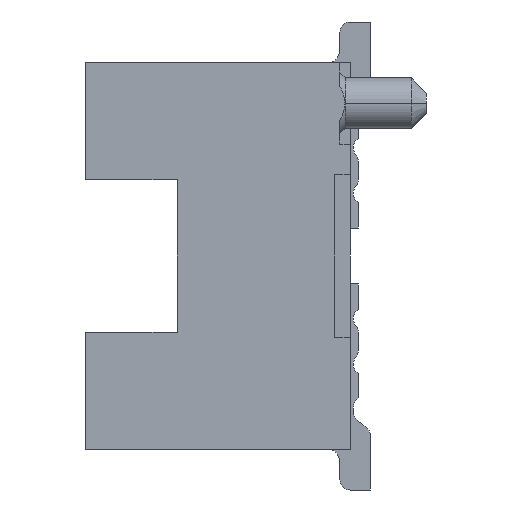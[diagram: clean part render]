
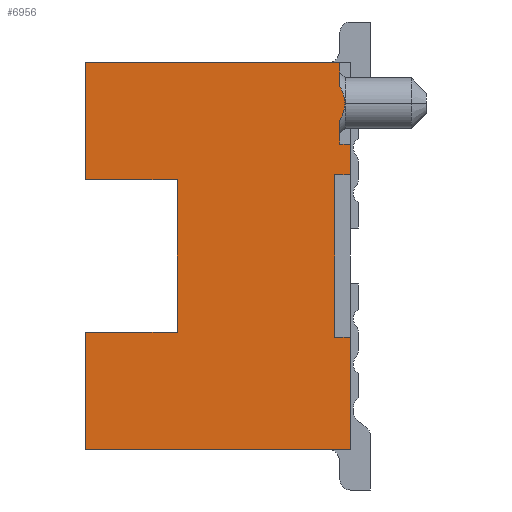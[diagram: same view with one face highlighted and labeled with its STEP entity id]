
A CAD part, left-side view. The second image highlights one B-rep face of the part: STEP entity #6956.
In plain terms, the highlighted planar face has unit normal (-1, 0, 0).
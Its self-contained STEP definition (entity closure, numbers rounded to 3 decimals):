
#5122=CARTESIAN_POINT('',(-8.55,2.6,-1.9));
#5123=VERTEX_POINT('',#5122);
#5124=CARTESIAN_POINT('',(-8.55,2.6,-0.75));
#5125=VERTEX_POINT('',#5124);
#5126=CARTESIAN_POINT('',(-8.55,2.6,-1.9));
#5127=CARTESIAN_POINT('',(-8.55,2.6,-1.67));
#5128=CARTESIAN_POINT('',(-8.55,2.6,-1.44));
#5129=CARTESIAN_POINT('',(-8.55,2.6,-1.21));
#5130=CARTESIAN_POINT('',(-8.55,2.6,-0.98));
#5131=CARTESIAN_POINT('',(-8.55,2.6,-0.75));
#5132=B_SPLINE_CURVE_WITH_KNOTS('',5,(#5126,#5127,#5128,#5129,#5130,#5131),.UNSPECIFIED.,.F.,.U.,(6,6),(0.,1.15),.UNSPECIFIED.);
#5133=EDGE_CURVE('',#5123,#5125,#5132,.T.);
#6369=CARTESIAN_POINT('',(-8.55,2.6,0.75));
#6370=VERTEX_POINT('',#6369);
#6380=CARTESIAN_POINT('',(-8.55,2.6,1.9));
#6381=VERTEX_POINT('',#6380);
#6382=CARTESIAN_POINT('',(-8.55,2.6,0.75));
#6383=CARTESIAN_POINT('',(-8.55,2.6,0.98));
#6384=CARTESIAN_POINT('',(-8.55,2.6,1.21));
#6385=CARTESIAN_POINT('',(-8.55,2.6,1.44));
#6386=CARTESIAN_POINT('',(-8.55,2.6,1.67));
#6387=CARTESIAN_POINT('',(-8.55,2.6,1.9));
#6388=B_SPLINE_CURVE_WITH_KNOTS('',5,(#6382,#6383,#6384,#6385,#6386,#6387),.UNSPECIFIED.,.F.,.U.,(6,6),(0.,1.15),.UNSPECIFIED.);
#6389=EDGE_CURVE('',#6370,#6381,#6388,.T.);
#6763=CARTESIAN_POINT('',(-8.55,0.1,1.1));
#6764=VERTEX_POINT('',#6763);
#6774=CARTESIAN_POINT('',(-8.55,0.,1.1));
#6775=VERTEX_POINT('',#6774);
#6776=CARTESIAN_POINT('',(-8.55,0.1,1.1));
#6777=CARTESIAN_POINT('',(-8.55,0.08,1.1));
#6778=CARTESIAN_POINT('',(-8.55,0.06,1.1));
#6779=CARTESIAN_POINT('',(-8.55,0.04,1.1));
#6780=CARTESIAN_POINT('',(-8.55,0.02,1.1));
#6781=CARTESIAN_POINT('',(-8.55,0.,1.1));
#6782=B_SPLINE_CURVE_WITH_KNOTS('',5,(#6776,#6777,#6778,#6779,#6780,#6781),.UNSPECIFIED.,.F.,.U.,(6,6),(0.,0.1),.UNSPECIFIED.);
#6783=EDGE_CURVE('',#6764,#6775,#6782,.T.);
#6797=CARTESIAN_POINT('',(-8.55,1.3,0.));
#6798=DIRECTION('',(0.,0.,1.));
#6799=DIRECTION('',(-1.,0.,0.));
#6800=AXIS2_PLACEMENT_3D('',#6797,#6799,#6798);
#6801=PLANE('',#6800);
#6802=CARTESIAN_POINT('',(-8.55,0.15,0.8));
#6803=VERTEX_POINT('',#6802);
#6804=CARTESIAN_POINT('',(-8.55,0.,0.8));
#6805=VERTEX_POINT('',#6804);
#6806=CARTESIAN_POINT('',(-8.55,0.15,0.8));
#6807=CARTESIAN_POINT('',(-8.55,0.12,0.8));
#6808=CARTESIAN_POINT('',(-8.55,0.09,0.8));
#6809=CARTESIAN_POINT('',(-8.55,0.06,0.8));
#6810=CARTESIAN_POINT('',(-8.55,0.03,0.8));
#6811=CARTESIAN_POINT('',(-8.55,0.,0.8));
#6812=B_SPLINE_CURVE_WITH_KNOTS('',5,(#6806,#6807,#6808,#6809,#6810,#6811),.UNSPECIFIED.,.F.,.U.,(6,6),(0.,0.15),.UNSPECIFIED.);
#6813=EDGE_CURVE('',#6803,#6805,#6812,.T.);
#6814=ORIENTED_EDGE('',*,*,#6813,.T.);
#6815=CARTESIAN_POINT('',(-8.55,0.,1.1));
#6816=CARTESIAN_POINT('',(-8.55,0.,1.04));
#6817=CARTESIAN_POINT('',(-8.55,0.,0.98));
#6818=CARTESIAN_POINT('',(-8.55,0.,0.92));
#6819=CARTESIAN_POINT('',(-8.55,0.,0.86));
#6820=CARTESIAN_POINT('',(-8.55,0.,0.8));
#6821=B_SPLINE_CURVE_WITH_KNOTS('',5,(#6815,#6816,#6817,#6818,#6819,#6820),.UNSPECIFIED.,.F.,.U.,(6,6),(0.,0.3),.UNSPECIFIED.);
#6822=EDGE_CURVE('',#6775,#6805,#6821,.T.);
#6823=ORIENTED_EDGE('',*,*,#6822,.F.);
#6824=ORIENTED_EDGE('',*,*,#6783,.F.);
#6825=CARTESIAN_POINT('',(-8.55,0.1,1.334));
#6826=VERTEX_POINT('',#6825);
#6827=CARTESIAN_POINT('',(-8.55,0.1,1.1));
#6828=CARTESIAN_POINT('',(-8.55,0.1,1.147));
#6829=CARTESIAN_POINT('',(-8.55,0.1,1.194));
#6830=CARTESIAN_POINT('',(-8.55,0.1,1.24));
#6831=CARTESIAN_POINT('',(-8.55,0.1,1.287));
#6832=CARTESIAN_POINT('',(-8.55,0.1,1.334));
#6833=B_SPLINE_CURVE_WITH_KNOTS('',5,(#6827,#6828,#6829,#6830,#6831,#6832),.UNSPECIFIED.,.F.,.U.,(6,6),(0.,0.234),.UNSPECIFIED.);
#6834=EDGE_CURVE('',#6764,#6826,#6833,.T.);
#6835=ORIENTED_EDGE('',*,*,#6834,.T.);
#6836=CARTESIAN_POINT('',(-8.55,0.05,1.5));
#6837=VERTEX_POINT('',#6836);
#6838=CARTESIAN_POINT('',(-8.55,0.1,1.334));
#6839=CARTESIAN_POINT('',(-8.55,0.092,1.349));
#6840=CARTESIAN_POINT('',(-8.55,0.078,1.377));
#6841=CARTESIAN_POINT('',(-8.55,0.062,1.419));
#6842=CARTESIAN_POINT('',(-8.55,0.052,1.46));
#6843=CARTESIAN_POINT('',(-8.55,0.05,1.487));
#6844=CARTESIAN_POINT('',(-8.55,0.05,1.5));
#6845=B_SPLINE_CURVE_WITH_KNOTS('',3,(#6838,#6839,#6840,#6841,#6842,#6843,#6844),.UNSPECIFIED.,.F.,.U.,(4,1,1,1,4),(0.,0.282,0.538,0.775,0.999),.UNSPECIFIED.);
#6846=EDGE_CURVE('',#6826,#6837,#6845,.T.);
#6847=ORIENTED_EDGE('',*,*,#6846,.T.);
#6848=CARTESIAN_POINT('',(-8.55,0.1,1.666));
#6849=VERTEX_POINT('',#6848);
#6850=CARTESIAN_POINT('',(-8.55,0.05,1.5));
#6851=CARTESIAN_POINT('',(-8.55,0.05,1.518));
#6852=CARTESIAN_POINT('',(-8.55,0.054,1.555));
#6853=CARTESIAN_POINT('',(-8.55,0.072,1.611));
#6854=CARTESIAN_POINT('',(-8.55,0.089,1.647));
#6855=CARTESIAN_POINT('',(-8.55,0.1,1.666));
#6856=B_SPLINE_CURVE_WITH_KNOTS('',3,(#6850,#6851,#6852,#6853,#6854,#6855),.UNSPECIFIED.,.F.,.U.,(4,1,1,4),(0.,0.305,0.633,1.),.UNSPECIFIED.);
#6857=EDGE_CURVE('',#6837,#6849,#6856,.T.);
#6858=ORIENTED_EDGE('',*,*,#6857,.T.);
#6859=CARTESIAN_POINT('',(-8.55,0.1,1.9));
#6860=VERTEX_POINT('',#6859);
#6861=CARTESIAN_POINT('',(-8.55,0.1,1.666));
#6862=CARTESIAN_POINT('',(-8.55,0.1,1.713));
#6863=CARTESIAN_POINT('',(-8.55,0.1,1.76));
#6864=CARTESIAN_POINT('',(-8.55,0.1,1.806));
#6865=CARTESIAN_POINT('',(-8.55,0.1,1.853));
#6866=CARTESIAN_POINT('',(-8.55,0.1,1.9));
#6867=B_SPLINE_CURVE_WITH_KNOTS('',5,(#6861,#6862,#6863,#6864,#6865,#6866),.UNSPECIFIED.,.F.,.U.,(6,6),(0.,0.234),.UNSPECIFIED.);
#6868=EDGE_CURVE('',#6849,#6860,#6867,.T.);
#6869=ORIENTED_EDGE('',*,*,#6868,.T.);
#6870=CARTESIAN_POINT('',(-8.55,2.6,1.9));
#6871=CARTESIAN_POINT('',(-8.55,2.1,1.9));
#6872=CARTESIAN_POINT('',(-8.55,1.6,1.9));
#6873=CARTESIAN_POINT('',(-8.55,1.1,1.9));
#6874=CARTESIAN_POINT('',(-8.55,0.6,1.9));
#6875=CARTESIAN_POINT('',(-8.55,0.1,1.9));
#6876=B_SPLINE_CURVE_WITH_KNOTS('',5,(#6870,#6871,#6872,#6873,#6874,#6875),.UNSPECIFIED.,.F.,.U.,(6,6),(0.,2.5),.UNSPECIFIED.);
#6877=EDGE_CURVE('',#6381,#6860,#6876,.T.);
#6878=ORIENTED_EDGE('',*,*,#6877,.F.);
#6879=ORIENTED_EDGE('',*,*,#6389,.F.);
#6880=CARTESIAN_POINT('',(-8.55,1.7,0.75));
#6881=VERTEX_POINT('',#6880);
#6882=CARTESIAN_POINT('',(-8.55,2.6,0.75));
#6883=CARTESIAN_POINT('',(-8.55,2.42,0.75));
#6884=CARTESIAN_POINT('',(-8.55,2.24,0.75));
#6885=CARTESIAN_POINT('',(-8.55,2.06,0.75));
#6886=CARTESIAN_POINT('',(-8.55,1.88,0.75));
#6887=CARTESIAN_POINT('',(-8.55,1.7,0.75));
#6888=B_SPLINE_CURVE_WITH_KNOTS('',5,(#6882,#6883,#6884,#6885,#6886,#6887),.UNSPECIFIED.,.F.,.U.,(6,6),(0.,0.9),.UNSPECIFIED.);
#6889=EDGE_CURVE('',#6370,#6881,#6888,.T.);
#6890=ORIENTED_EDGE('',*,*,#6889,.T.);
#6891=CARTESIAN_POINT('',(-8.55,1.7,-0.75));
#6892=VERTEX_POINT('',#6891);
#6893=CARTESIAN_POINT('',(-8.55,1.7,0.75));
#6894=CARTESIAN_POINT('',(-8.55,1.7,0.45));
#6895=CARTESIAN_POINT('',(-8.55,1.7,0.15));
#6896=CARTESIAN_POINT('',(-8.55,1.7,-0.15));
#6897=CARTESIAN_POINT('',(-8.55,1.7,-0.45));
#6898=CARTESIAN_POINT('',(-8.55,1.7,-0.75));
#6899=B_SPLINE_CURVE_WITH_KNOTS('',5,(#6893,#6894,#6895,#6896,#6897,#6898),.UNSPECIFIED.,.F.,.U.,(6,6),(0.,1.5),.UNSPECIFIED.);
#6900=EDGE_CURVE('',#6881,#6892,#6899,.T.);
#6901=ORIENTED_EDGE('',*,*,#6900,.T.);
#6902=CARTESIAN_POINT('',(-8.55,1.7,-0.75));
#6903=CARTESIAN_POINT('',(-8.55,1.88,-0.75));
#6904=CARTESIAN_POINT('',(-8.55,2.06,-0.75));
#6905=CARTESIAN_POINT('',(-8.55,2.24,-0.75));
#6906=CARTESIAN_POINT('',(-8.55,2.42,-0.75));
#6907=CARTESIAN_POINT('',(-8.55,2.6,-0.75));
#6908=B_SPLINE_CURVE_WITH_KNOTS('',5,(#6902,#6903,#6904,#6905,#6906,#6907),.UNSPECIFIED.,.F.,.U.,(6,6),(0.,0.9),.UNSPECIFIED.);
#6909=EDGE_CURVE('',#6892,#5125,#6908,.T.);
#6910=ORIENTED_EDGE('',*,*,#6909,.T.);
#6911=ORIENTED_EDGE('',*,*,#5133,.F.);
#6912=CARTESIAN_POINT('',(-8.55,0.,-1.9));
#6913=VERTEX_POINT('',#6912);
#6914=CARTESIAN_POINT('',(-8.55,0.,-1.9));
#6915=CARTESIAN_POINT('',(-8.55,0.52,-1.9));
#6916=CARTESIAN_POINT('',(-8.55,1.04,-1.9));
#6917=CARTESIAN_POINT('',(-8.55,1.56,-1.9));
#6918=CARTESIAN_POINT('',(-8.55,2.08,-1.9));
#6919=CARTESIAN_POINT('',(-8.55,2.6,-1.9));
#6920=B_SPLINE_CURVE_WITH_KNOTS('',5,(#6914,#6915,#6916,#6917,#6918,#6919),.UNSPECIFIED.,.F.,.U.,(6,6),(0.,2.6),.UNSPECIFIED.);
#6921=EDGE_CURVE('',#6913,#5123,#6920,.T.);
#6922=ORIENTED_EDGE('',*,*,#6921,.F.);
#6923=CARTESIAN_POINT('',(-8.55,0.,-0.8));
#6924=VERTEX_POINT('',#6923);
#6925=CARTESIAN_POINT('',(-8.55,0.,-0.8));
#6926=CARTESIAN_POINT('',(-8.55,0.,-1.02));
#6927=CARTESIAN_POINT('',(-8.55,0.,-1.24));
#6928=CARTESIAN_POINT('',(-8.55,0.,-1.46));
#6929=CARTESIAN_POINT('',(-8.55,0.,-1.68));
#6930=CARTESIAN_POINT('',(-8.55,0.,-1.9));
#6931=B_SPLINE_CURVE_WITH_KNOTS('',5,(#6925,#6926,#6927,#6928,#6929,#6930),.UNSPECIFIED.,.F.,.U.,(6,6),(0.,1.1),.UNSPECIFIED.);
#6932=EDGE_CURVE('',#6924,#6913,#6931,.T.);
#6933=ORIENTED_EDGE('',*,*,#6932,.F.);
#6934=CARTESIAN_POINT('',(-8.55,0.15,-0.8));
#6935=VERTEX_POINT('',#6934);
#6936=CARTESIAN_POINT('',(-8.55,0.,-0.8));
#6937=CARTESIAN_POINT('',(-8.55,0.03,-0.8));
#6938=CARTESIAN_POINT('',(-8.55,0.06,-0.8));
#6939=CARTESIAN_POINT('',(-8.55,0.09,-0.8));
#6940=CARTESIAN_POINT('',(-8.55,0.12,-0.8));
#6941=CARTESIAN_POINT('',(-8.55,0.15,-0.8));
#6942=B_SPLINE_CURVE_WITH_KNOTS('',5,(#6936,#6937,#6938,#6939,#6940,#6941),.UNSPECIFIED.,.F.,.U.,(6,6),(0.,0.15),.UNSPECIFIED.);
#6943=EDGE_CURVE('',#6924,#6935,#6942,.T.);
#6944=ORIENTED_EDGE('',*,*,#6943,.T.);
#6945=CARTESIAN_POINT('',(-8.55,0.15,-0.8));
#6946=CARTESIAN_POINT('',(-8.55,0.15,-0.48));
#6947=CARTESIAN_POINT('',(-8.55,0.15,-0.16));
#6948=CARTESIAN_POINT('',(-8.55,0.15,0.16));
#6949=CARTESIAN_POINT('',(-8.55,0.15,0.48));
#6950=CARTESIAN_POINT('',(-8.55,0.15,0.8));
#6951=B_SPLINE_CURVE_WITH_KNOTS('',5,(#6945,#6946,#6947,#6948,#6949,#6950),.UNSPECIFIED.,.F.,.U.,(6,6),(0.,1.6),.UNSPECIFIED.);
#6952=EDGE_CURVE('',#6935,#6803,#6951,.T.);
#6953=ORIENTED_EDGE('',*,*,#6952,.T.);
#6954=EDGE_LOOP('',(#6814,#6823,#6824,#6835,#6847,#6858,#6869,#6878,#6879,#6890,#6901,#6910,#6911,#6922,#6933,#6944,#6953));
#6955=FACE_OUTER_BOUND('',#6954,.T.);
#6956=ADVANCED_FACE('',(#6955),#6801,.T.);
